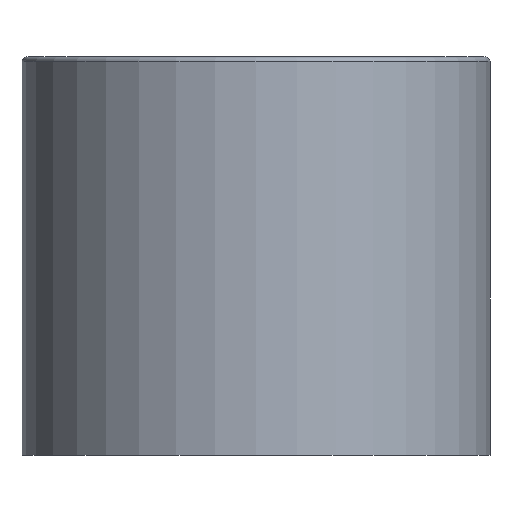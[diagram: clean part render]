
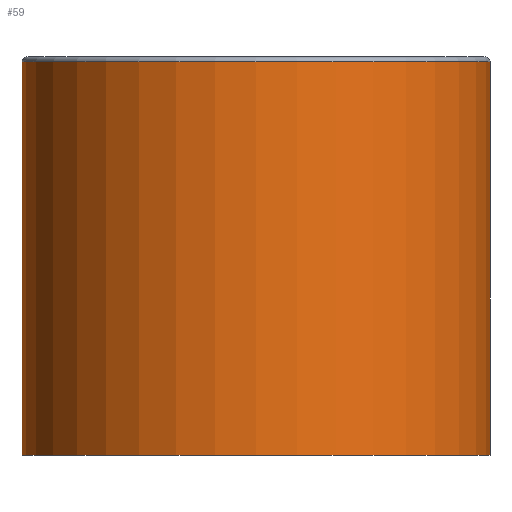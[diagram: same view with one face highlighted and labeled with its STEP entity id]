
A CAD part, front view. The second image highlights one B-rep face of the part: STEP entity #59.
In plain terms, the highlighted cylindrical face has radius 9.405 mm (diameter 18.81 mm), a partial arc.
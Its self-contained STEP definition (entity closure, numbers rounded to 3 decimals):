
#9 = DIRECTION ( 'NONE',  ( 0., 0., -1. ) ) ;
#11 = VECTOR ( 'NONE', #9, 1000. ) ;
#15 = EDGE_CURVE ( 'NONE', #83, #28, #89, .T. ) ;
#23 = VERTEX_POINT ( 'NONE', #111 ) ;
#25 = EDGE_LOOP ( 'NONE', ( #47, #50, #53, #55 ) ) ;
#28 = VERTEX_POINT ( 'NONE', #204 ) ;
#32 = EDGE_CURVE ( 'NONE', #84, #23, #190, .T. ) ;
#47 = ORIENTED_EDGE ( 'NONE', *, *, #32, .F. ) ;
#48 = EDGE_CURVE ( 'NONE', #84, #83, #113, .T. ) ;
#50 = ORIENTED_EDGE ( 'NONE', *, *, #48, .T. ) ;
#51 = EDGE_CURVE ( 'NONE', #28, #23, #183, .T. ) ;
#53 = ORIENTED_EDGE ( 'NONE', *, *, #15, .T. ) ;
#55 = ORIENTED_EDGE ( 'NONE', *, *, #51, .T. ) ;
#59 = ADVANCED_FACE ( 'NONE', ( #137 ), #203, .T. ) ;
#83 = VERTEX_POINT ( 'NONE', #277 ) ;
#84 = VERTEX_POINT ( 'NONE', #308 ) ;
#88 = CARTESIAN_POINT ( 'NONE',  ( -9.405, 0., 16. ) ) ;
#89 = LINE ( 'NONE', #88, #11 ) ;
#111 = CARTESIAN_POINT ( 'NONE',  ( 9.405, 0., 0. ) ) ;
#113 = CIRCLE ( 'NONE', #209, 9.405 ) ;
#137 = FACE_OUTER_BOUND ( 'NONE', #25, .T. ) ;
#148 = CARTESIAN_POINT ( 'NONE',  ( 0., 0., 16. ) ) ;
#180 = DIRECTION ( 'NONE',  ( 1., 0., 0. ) ) ;
#181 = DIRECTION ( 'NONE',  ( 0., 0., 1. ) ) ;
#182 = AXIS2_PLACEMENT_3D ( 'NONE', #210, #181, #180 ) ;
#183 = CIRCLE ( 'NONE', #182, 9.405 ) ;
#190 = LINE ( 'NONE', #244, #194 ) ;
#193 = DIRECTION ( 'NONE',  ( 0., 0., -1. ) ) ;
#194 = VECTOR ( 'NONE', #193, 1000. ) ;
#200 = DIRECTION ( 'NONE',  ( -1., 0., 0. ) ) ;
#201 = DIRECTION ( 'NONE',  ( 0., 0., -1. ) ) ;
#202 = AXIS2_PLACEMENT_3D ( 'NONE', #148, #201, #200 ) ;
#203 = CYLINDRICAL_SURFACE ( 'NONE', #202, 9.405 ) ;
#204 = CARTESIAN_POINT ( 'NONE',  ( -9.405, 0., 0. ) ) ;
#206 = DIRECTION ( 'NONE',  ( 1., 0., 0. ) ) ;
#207 = DIRECTION ( 'NONE',  ( 0., 0., -1. ) ) ;
#208 = CARTESIAN_POINT ( 'NONE',  ( 0., 0., 15.8 ) ) ;
#209 = AXIS2_PLACEMENT_3D ( 'NONE', #208, #207, #206 ) ;
#210 = CARTESIAN_POINT ( 'NONE',  ( 0., 0., 0. ) ) ;
#244 = CARTESIAN_POINT ( 'NONE',  ( 9.405, 0., 16. ) ) ;
#277 = CARTESIAN_POINT ( 'NONE',  ( -9.405, 0., 15.8 ) ) ;
#308 = CARTESIAN_POINT ( 'NONE',  ( 9.405, 0., 15.8 ) ) ;
